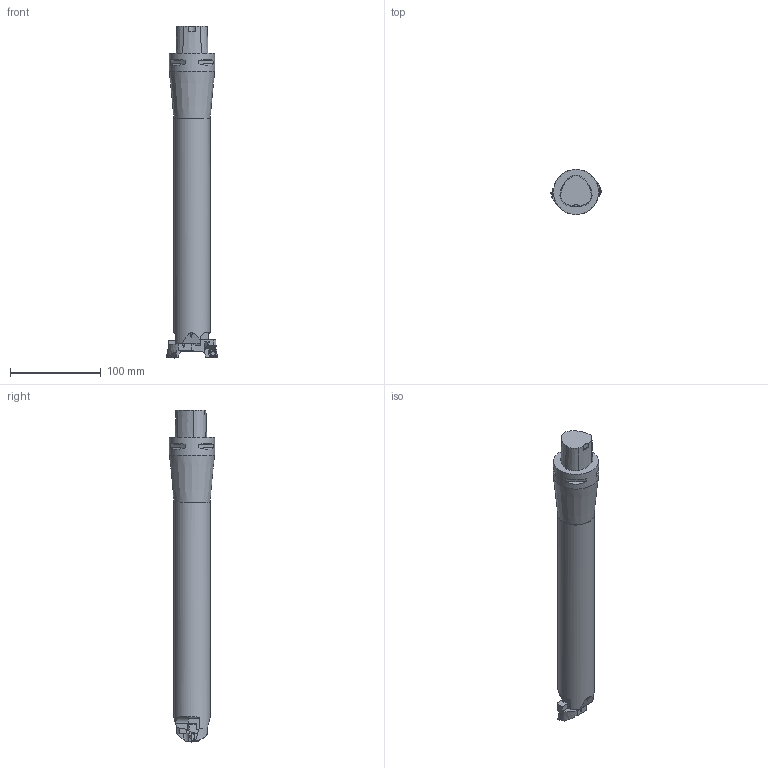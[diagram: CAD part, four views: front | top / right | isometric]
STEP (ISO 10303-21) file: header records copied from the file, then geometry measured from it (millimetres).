
FILE_DESCRIPTION(/* description */ (''),/* implementation_level */ '2;1');
FILE_NAME(/* name */ '1548168732512.stp',/* time_stamp */ '2019-01-22T15:52:30+01:00',/* author */ (''),/* organization */ ('SMS'),/* preprocessor_version */ 'ST-DEVELOPER v15',/* originating_system */ 'SIEMENS PLM Software NX 8.5',/* authorisation */ '');
FILE_SCHEMA (('AUTOMOTIVE_DESIGN { 1 0 10303 214 3 1 1 1 }'));
Length unit declared in the file: millimetre
Products named in the file (10): ASSEMBLY_CONSTRUCTION; 201898938mod000_00; 201012472mod000_00; 201898939mod000_00; 201108861mod000_00; 201030032mod000_01; 201029916mod000_01; 202019471mod000_00
Assembly tree (10 placements, depth 3):
  202019471mod000_00
    201029916mod000_01
      201898939mod000_00
      201012472mod000_00
      ASSEMBLY_CONSTRUCTION
    201030032mod000_01
      201898938mod000_00
      201012472mod000_00
      ASSEMBLY_CONSTRUCTION
    201108861mod000_00
    ASSEMBLY_CONSTRUCTION
Bounding box: 55.98 x 50 x 366.84 mm (x, y, z)
Volume: 466612.5 mm3; surface area: 53661.7 mm2
Topology: 5 solids, 5 shells, 267 faces, 681 edges, 467 vertices
Faces by surface type: plane 178, cone 33, cylinder 21, extrusion 18, torus 17
Full cylindrical faces by diameter (mm): 3.2 x4, 40 x1, 50 x1
Entity records: 7826 total; most frequent: CARTESIAN_POINT 1952, ORIENTED_EDGE 1126, DIRECTION 1093, EDGE_CURVE 563, VERTEX_POINT 385, VECTOR 377, LINE 359, AXIS2_PLACEMENT_3D 358
